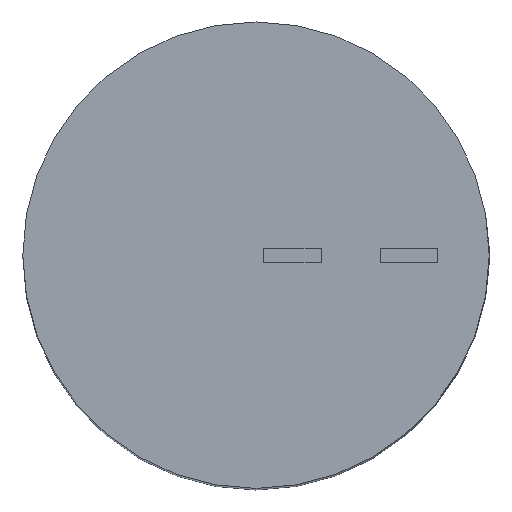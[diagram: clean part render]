
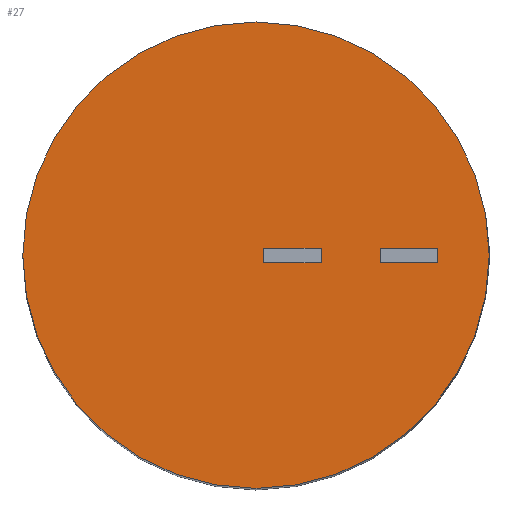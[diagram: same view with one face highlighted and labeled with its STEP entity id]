
A CAD part, top view. The second image highlights one B-rep face of the part: STEP entity #27.
In plain terms, the highlighted planar face has unit normal (0, 0, 1).
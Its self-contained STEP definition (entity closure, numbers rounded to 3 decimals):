
#27 = ADVANCED_FACE ( 'NONE', ( #1182, #1168, #1160 ), #664, .T. ) ;
#57 = VECTOR ( 'NONE', #967, 1000. ) ;
#67 = CIRCLE ( 'NONE', #69, 2. ) ;
#69 = AXIS2_PLACEMENT_3D ( 'NONE', #1048, #1049, #1050 ) ;
#91 = CIRCLE ( 'NONE', #116, 2. ) ;
#115 = VECTOR ( 'NONE', #973, 1000. ) ;
#116 = AXIS2_PLACEMENT_3D ( 'NONE', #830, #831, #832 ) ;
#121 = VECTOR ( 'NONE', #1024, 1000. ) ;
#122 = VECTOR ( 'NONE', #984, 1000. ) ;
#123 = VECTOR ( 'NONE', #1022, 1000. ) ;
#150 = VECTOR ( 'NONE', #946, 1000. ) ;
#151 = VECTOR ( 'NONE', #969, 1000. ) ;
#183 = AXIS2_PLACEMENT_3D ( 'NONE', #665, #666, #667 ) ;
#184 = VECTOR ( 'NONE', #982, 1000. ) ;
#239 = LINE ( 'NONE', #945, #150 ) ;
#244 = LINE ( 'NONE', #966, #57 ) ;
#245 = LINE ( 'NONE', #981, #184 ) ;
#246 = LINE ( 'NONE', #968, #151 ) ;
#248 = LINE ( 'NONE', #972, #115 ) ;
#251 = LINE ( 'NONE', #983, #122 ) ;
#265 = LINE ( 'NONE', #1021, #123 ) ;
#266 = LINE ( 'NONE', #1023, #121 ) ;
#404 = VERTEX_POINT ( 'NONE', #780 ) ;
#405 = VERTEX_POINT ( 'NONE', #781 ) ;
#406 = VERTEX_POINT ( 'NONE', #782 ) ;
#407 = VERTEX_POINT ( 'NONE', #783 ) ;
#408 = VERTEX_POINT ( 'NONE', #784 ) ;
#409 = VERTEX_POINT ( 'NONE', #785 ) ;
#410 = VERTEX_POINT ( 'NONE', #786 ) ;
#411 = VERTEX_POINT ( 'NONE', #787 ) ;
#438 = VERTEX_POINT ( 'NONE', #814 ) ;
#444 = VERTEX_POINT ( 'NONE', #820 ) ;
#462 = EDGE_LOOP ( 'NONE', ( #1186, #596 ) ) ;
#463 = EDGE_LOOP ( 'NONE', ( #601, #599, #600, #598 ) ) ;
#464 = EDGE_LOOP ( 'NONE', ( #606, #603, #604, #602 ) ) ;
#596 = ORIENTED_EDGE ( 'NONE', *, *, #1280, .T. ) ;
#598 = ORIENTED_EDGE ( 'NONE', *, *, #1269, .F. ) ;
#599 = ORIENTED_EDGE ( 'NONE', *, *, #1250, .F. ) ;
#600 = ORIENTED_EDGE ( 'NONE', *, *, #1244, .F. ) ;
#601 = ORIENTED_EDGE ( 'NONE', *, *, #1245, .F. ) ;
#602 = ORIENTED_EDGE ( 'NONE', *, *, #1247, .F. ) ;
#603 = ORIENTED_EDGE ( 'NONE', *, *, #1238, .F. ) ;
#604 = ORIENTED_EDGE ( 'NONE', *, *, #1268, .F. ) ;
#606 = ORIENTED_EDGE ( 'NONE', *, *, #1251, .F. ) ;
#664 = PLANE ( 'NONE',  #183 ) ;
#665 = CARTESIAN_POINT ( 'NONE',  ( 0., 0., 8. ) ) ;
#666 = DIRECTION ( 'NONE',  ( 0., 0., 1. ) ) ;
#667 = DIRECTION ( 'NONE',  ( 1., 0., 0. ) ) ;
#780 = CARTESIAN_POINT ( 'NONE',  ( 0.559, -0.065, 8. ) ) ;
#781 = CARTESIAN_POINT ( 'NONE',  ( 0.559, 0.06, 8. ) ) ;
#782 = CARTESIAN_POINT ( 'NONE',  ( 0.064, -0.065, 8. ) ) ;
#783 = CARTESIAN_POINT ( 'NONE',  ( 0.064, 0.06, 8. ) ) ;
#784 = CARTESIAN_POINT ( 'NONE',  ( 1.064, -0.065, 8. ) ) ;
#785 = CARTESIAN_POINT ( 'NONE',  ( 1.559, -0.065, 8. ) ) ;
#786 = CARTESIAN_POINT ( 'NONE',  ( 1.064, 0.06, 8. ) ) ;
#787 = CARTESIAN_POINT ( 'NONE',  ( 1.559, 0.06, 8. ) ) ;
#814 = CARTESIAN_POINT ( 'NONE',  ( -2., 0., 8. ) ) ;
#820 = CARTESIAN_POINT ( 'NONE',  ( 2., 0., 8. ) ) ;
#830 = CARTESIAN_POINT ( 'NONE',  ( 0., 0., 8. ) ) ;
#831 = DIRECTION ( 'NONE',  ( 0., 0., 1. ) ) ;
#832 = DIRECTION ( 'NONE',  ( 1., 0., 0. ) ) ;
#945 = CARTESIAN_POINT ( 'NONE',  ( 1.559, 0.06, 8. ) ) ;
#946 = DIRECTION ( 'NONE',  ( 0., 1., 0. ) ) ;
#966 = CARTESIAN_POINT ( 'NONE',  ( 0.559, 0.06, 8. ) ) ;
#967 = DIRECTION ( 'NONE',  ( 0., 1., 0. ) ) ;
#968 = CARTESIAN_POINT ( 'NONE',  ( 0.064, 0.06, 8. ) ) ;
#969 = DIRECTION ( 'NONE',  ( 0., -1., 0. ) ) ;
#972 = CARTESIAN_POINT ( 'NONE',  ( 1.064, 0.06, 8. ) ) ;
#973 = DIRECTION ( 'NONE',  ( 0., -1., 0. ) ) ;
#981 = CARTESIAN_POINT ( 'NONE',  ( 0.064, 0.06, 8. ) ) ;
#982 = DIRECTION ( 'NONE',  ( -1., 0., 0. ) ) ;
#983 = CARTESIAN_POINT ( 'NONE',  ( 1.064, 0.06, 8. ) ) ;
#984 = DIRECTION ( 'NONE',  ( -1., 0., 0. ) ) ;
#1021 = CARTESIAN_POINT ( 'NONE',  ( 1.064, -0.065, 8. ) ) ;
#1022 = DIRECTION ( 'NONE',  ( 1., 0., 0. ) ) ;
#1023 = CARTESIAN_POINT ( 'NONE',  ( 0.064, -0.065, 8. ) ) ;
#1024 = DIRECTION ( 'NONE',  ( 1., 0., 0. ) ) ;
#1048 = CARTESIAN_POINT ( 'NONE',  ( 0., 0., 8. ) ) ;
#1049 = DIRECTION ( 'NONE',  ( 0., 0., 1. ) ) ;
#1050 = DIRECTION ( 'NONE',  ( 1., 0., 0. ) ) ;
#1160 = FACE_OUTER_BOUND ( 'NONE', #462, .T. ) ;
#1168 = FACE_BOUND ( 'NONE', #463, .T. ) ;
#1182 = FACE_BOUND ( 'NONE', #464, .T. ) ;
#1186 = ORIENTED_EDGE ( 'NONE', *, *, #1205, .T. ) ;
#1205 = EDGE_CURVE ( 'NONE', #438, #444, #91, .T. ) ;
#1238 = EDGE_CURVE ( 'NONE', #409, #411, #239, .T. ) ;
#1244 = EDGE_CURVE ( 'NONE', #404, #405, #244, .T. ) ;
#1245 = EDGE_CURVE ( 'NONE', #407, #406, #246, .T. ) ;
#1247 = EDGE_CURVE ( 'NONE', #410, #408, #248, .T. ) ;
#1250 = EDGE_CURVE ( 'NONE', #405, #407, #245, .T. ) ;
#1251 = EDGE_CURVE ( 'NONE', #411, #410, #251, .T. ) ;
#1268 = EDGE_CURVE ( 'NONE', #408, #409, #265, .T. ) ;
#1269 = EDGE_CURVE ( 'NONE', #406, #404, #266, .T. ) ;
#1280 = EDGE_CURVE ( 'NONE', #444, #438, #67, .T. ) ;
